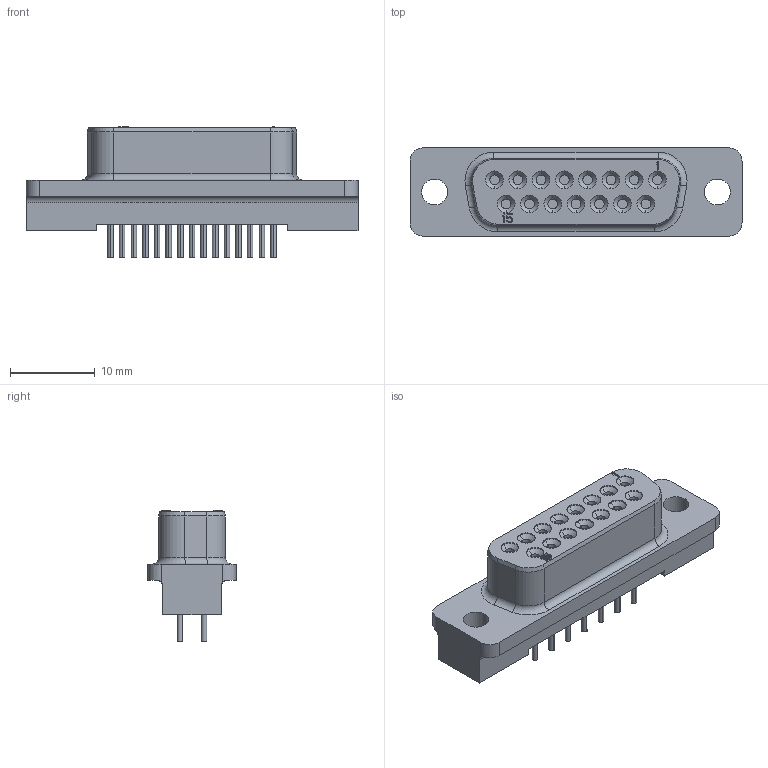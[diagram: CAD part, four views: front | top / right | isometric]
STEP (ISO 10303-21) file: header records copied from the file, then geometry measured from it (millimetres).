
FILE_DESCRIPTION((''),'2;1');
FILE_NAME('C-5207827-4','2015-10-20T',('workeradm'),('Tyco Electronics Ltd.'),'CREO PARAMETRIC BY PTC INC, 2015200','CREO PARAMETRIC BY PTC INC, 2015200','');
FILE_SCHEMA(('AUTOMOTIVE_DESIGN { 1 0 10303 214 1 1 1 1 }'));
Length unit declared in the file: millimetre
Products named in the file (1): C-5207827-4
Bounding box: 39.14 x 10.41 x 15.52 mm (x, y, z)
Volume: 2813.3 mm3; surface area: 1922.8 mm2
Topology: 1 solids, 1 shells, 256 faces, 584 edges, 364 vertices
Faces by surface type: plane 110, cylinder 108, cone 34, torus 4
Entity records: 7242 total; most frequent: DIRECTION 1316, CARTESIAN_POINT 1240, ORIENTED_EDGE 1168, EDGE_CURVE 584, AXIS2_PLACEMENT_3D 480, VERTEX_POINT 364, VECTOR 356, LINE 356
